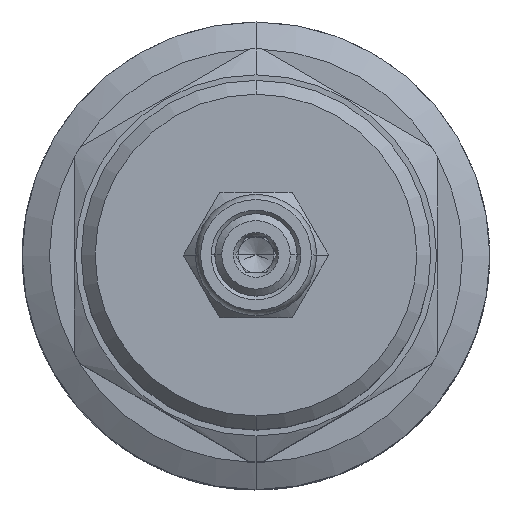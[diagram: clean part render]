
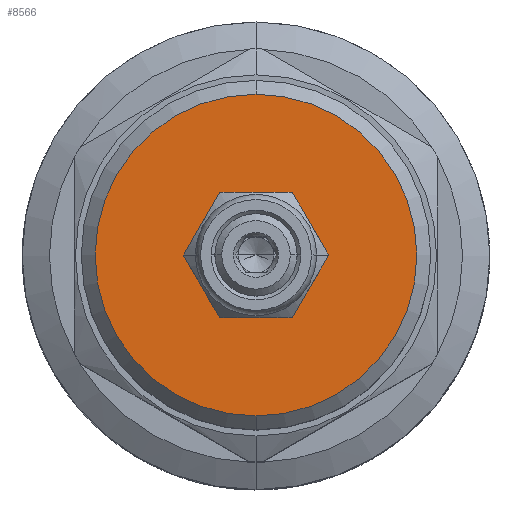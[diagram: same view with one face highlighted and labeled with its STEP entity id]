
A CAD part, top view. The second image highlights one B-rep face of the part: STEP entity #8566.
In plain terms, the highlighted planar face has unit normal (0, 0, 1).
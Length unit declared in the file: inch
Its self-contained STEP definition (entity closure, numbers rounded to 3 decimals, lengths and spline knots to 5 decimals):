
#5298=CARTESIAN_POINT('',(0.,0.,6.527));
#5299=DIRECTION('',(0.,0.,1.));
#5300=DIRECTION('',(-1.,0.,0.));
#5301=AXIS2_PLACEMENT_3D('',#5298,#5299,#5300);
#5303=CARTESIAN_POINT('',(0.,0.,6.527));
#5304=DIRECTION('',(0.,0.,1.));
#5305=DIRECTION('',(1.,0.,0.));
#5306=AXIS2_PLACEMENT_3D('',#5303,#5304,#5305);
#5308=CARTESIAN_POINT('',(0.,0.,6.527));
#5309=DIRECTION('',(0.,0.,1.));
#5310=DIRECTION('',(0.,-1.,0.));
#5311=AXIS2_PLACEMENT_3D('',#5308,#5309,#5310);
#5326=CARTESIAN_POINT('',(0.,0.,6.527));
#5327=DIRECTION('',(0.,0.,1.));
#5328=DIRECTION('',(0.,1.,0.));
#5329=AXIS2_PLACEMENT_3D('',#5326,#5327,#5328);
#7926=CARTESIAN_POINT('',(0.,0.719,6.527));
#7927=CARTESIAN_POINT('',(0.,-0.719,6.527));
#7928=VERTEX_POINT('',#7926);
#7929=VERTEX_POINT('',#7927);
#8194=CARTESIAN_POINT('',(-0.271,0.,6.527));
#8195=CARTESIAN_POINT('',(0.271,0.,6.527));
#8196=VERTEX_POINT('',#8194);
#8197=VERTEX_POINT('',#8195);
#8550=CARTESIAN_POINT('',(0.,0.,6.527));
#8551=DIRECTION('',(0.,0.,1.));
#8552=DIRECTION('',(0.,1.,0.));
#8553=AXIS2_PLACEMENT_3D('',#8550,#8551,#8552);
#8554=PLANE('',#8553);
#8556=ORIENTED_EDGE('',*,*,#8555,.F.);
#8558=ORIENTED_EDGE('',*,*,#8557,.F.);
#8559=EDGE_LOOP('',(#8556,#8558));
#8560=FACE_OUTER_BOUND('',#8559,.F.);
#8562=ORIENTED_EDGE('',*,*,#8561,.T.);
#8563=ORIENTED_EDGE('',*,*,#8540,.T.);
#8564=EDGE_LOOP('',(#8562,#8563));
#8565=FACE_BOUND('',#8564,.F.);
#8566=ADVANCED_FACE('',(#8560,#8565),#8554,.T.);
#5302=CIRCLE('',#5301,0.271);
#5307=CIRCLE('',#5306,0.271);
#5312=CIRCLE('',#5311,0.719);
#5330=CIRCLE('',#5329,0.719);
#8540=EDGE_CURVE('',#8197,#8196,#5307,.T.);
#8555=EDGE_CURVE('',#7929,#7928,#5312,.T.);
#8557=EDGE_CURVE('',#7928,#7929,#5330,.T.);
#8561=EDGE_CURVE('',#8196,#8197,#5302,.T.);
